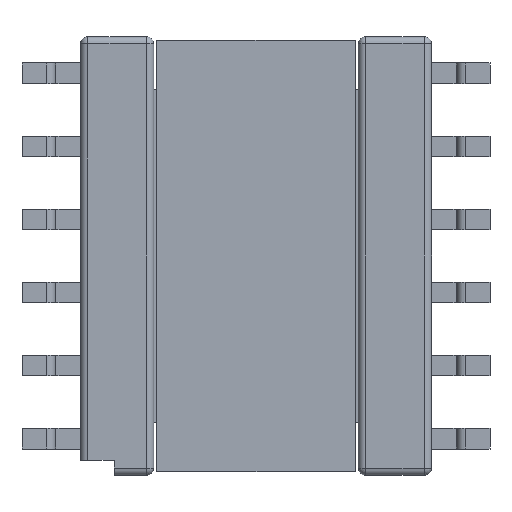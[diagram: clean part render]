
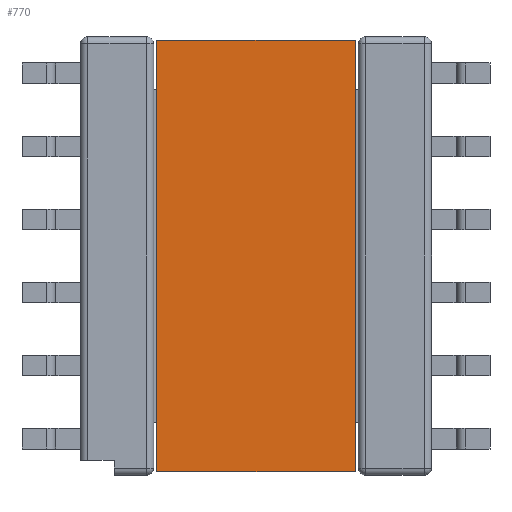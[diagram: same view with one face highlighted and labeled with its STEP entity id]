
A CAD part, front view. The second image highlights one B-rep face of the part: STEP entity #770.
In plain terms, the highlighted face is planar.
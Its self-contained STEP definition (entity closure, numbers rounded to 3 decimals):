
#429 = CARTESIAN_POINT ( 'NONE',  ( -6.8, -7.375, -3.1 ) ) ;
#549 = VERTEX_POINT ( 'NONE', #429 ) ;
#720 = EDGE_CURVE ( 'NONE', #8189, #549, #3477, .T. ) ;
#770 = ADVANCED_FACE ( 'NONE', ( #6748 ), #6279, .T. ) ;
#1335 = LINE ( 'NONE', #2880, #1869 ) ;
#1855 = ORIENTED_EDGE ( 'NONE', *, *, #4156, .F. ) ;
#1869 = VECTOR ( 'NONE', #8546, 1000. ) ;
#1943 = DIRECTION ( 'NONE',  ( 0., -1., 0. ) ) ;
#2104 = ORIENTED_EDGE ( 'NONE', *, *, #2258, .F. ) ;
#2255 = DIRECTION ( 'NONE',  ( 0., 1., 0. ) ) ;
#2258 = EDGE_CURVE ( 'NONE', #8189, #8839, #2696, .T. ) ;
#2272 = CARTESIAN_POINT ( 'NONE',  ( -6.8, 0., -3.1 ) ) ;
#2343 = VECTOR ( 'NONE', #6343, 1000. ) ;
#2696 = LINE ( 'NONE', #3744, #10449 ) ;
#2880 = CARTESIAN_POINT ( 'NONE',  ( 0., 7.375, -3.1 ) ) ;
#3477 = LINE ( 'NONE', #5092, #2343 ) ;
#3744 = CARTESIAN_POINT ( 'NONE',  ( 0., 0., -3.1 ) ) ;
#4099 = AXIS2_PLACEMENT_3D ( 'NONE', #2272, #5292, #7711 ) ;
#4156 = EDGE_CURVE ( 'NONE', #4496, #549, #10058, .T. ) ;
#4337 = CARTESIAN_POINT ( 'NONE',  ( -6.8, 7.375, -3.1 ) ) ;
#4496 = VERTEX_POINT ( 'NONE', #7195 ) ;
#5092 = CARTESIAN_POINT ( 'NONE',  ( 0., -7.375, -3.1 ) ) ;
#5292 = DIRECTION ( 'NONE',  ( 0., 0., -1. ) ) ;
#5931 = ORIENTED_EDGE ( 'NONE', *, *, #8589, .F. ) ;
#5974 = VECTOR ( 'NONE', #1943, 1000. ) ;
#6008 = EDGE_LOOP ( 'NONE', ( #2104, #9730, #1855, #5931 ) ) ;
#6279 = PLANE ( 'NONE',  #4099 ) ;
#6343 = DIRECTION ( 'NONE',  ( -1., 0., 0. ) ) ;
#6748 = FACE_OUTER_BOUND ( 'NONE', #6008, .T. ) ;
#7195 = CARTESIAN_POINT ( 'NONE',  ( -6.8, 7.375, -3.1 ) ) ;
#7711 = DIRECTION ( 'NONE',  ( -1., 0., 0. ) ) ;
#8069 = CARTESIAN_POINT ( 'NONE',  ( 0., -7.375, -3.1 ) ) ;
#8189 = VERTEX_POINT ( 'NONE', #8069 ) ;
#8546 = DIRECTION ( 'NONE',  ( -1., 0., 0. ) ) ;
#8589 = EDGE_CURVE ( 'NONE', #8839, #4496, #1335, .T. ) ;
#8839 = VERTEX_POINT ( 'NONE', #10096 ) ;
#9730 = ORIENTED_EDGE ( 'NONE', *, *, #720, .T. ) ;
#10058 = LINE ( 'NONE', #4337, #5974 ) ;
#10096 = CARTESIAN_POINT ( 'NONE',  ( 0., 7.375, -3.1 ) ) ;
#10449 = VECTOR ( 'NONE', #2255, 1000. ) ;
